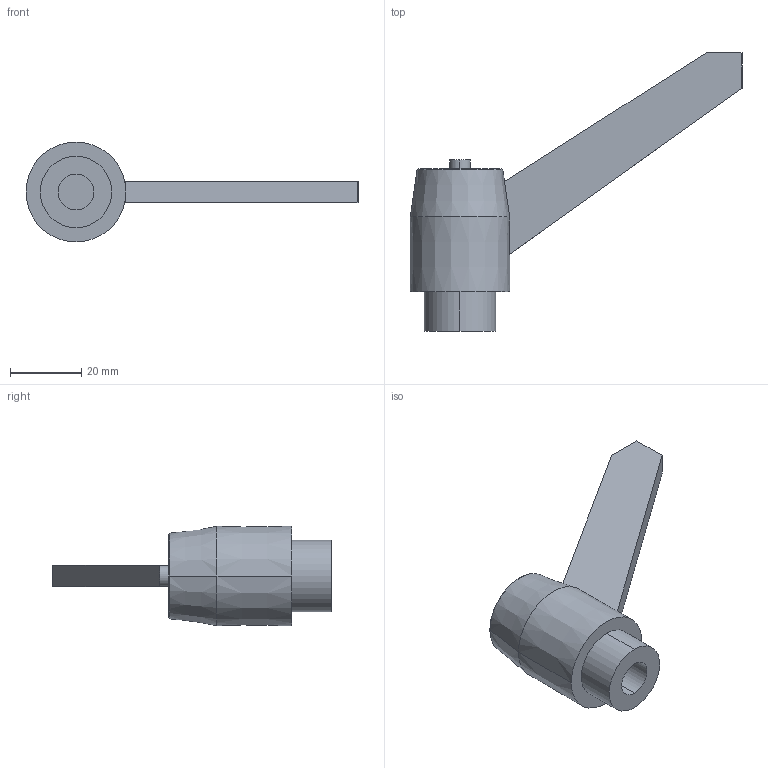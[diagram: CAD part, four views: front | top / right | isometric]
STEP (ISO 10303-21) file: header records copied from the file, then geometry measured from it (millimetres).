
FILE_DESCRIPTION (( 'STEP AP214' ), '1' );
FILE_NAME ('Rexnord-S0302 -60962.STEP', '2023-08-01T13:08:29', ( '' ), ( '' ), 'SwSTEP 2.0', 'SolidWorks 2022', '' );
FILE_SCHEMA (( 'AUTOMOTIVE_DESIGN' ));
Length unit declared in the file: millimetre
Products named in the file (2): Rexnord-S0302 -60962; Rexnord-S0302 -60962_60962
Assembly tree (1 placements, depth 2):
  Rexnord-S0302 -60962
    Rexnord-S0302 -60962_60962
Bounding box: 93 x 78 x 28 mm (x, y, z)
Volume: 29113.8 mm3; surface area: 8902.5 mm2
Topology: 2 solids, 2 shells, 25 faces, 52 edges, 34 vertices
Faces by surface type: plane 13, cylinder 6, cone 6
Entity records: 1011 total; most frequent: DIRECTION 132, CARTESIAN_POINT 115, ORIENTED_EDGE 104, EDGE_CURVE 52, AXIS2_PLACEMENT_3D 51, VERTEX_POINT 34, VECTOR 30, LINE 30
